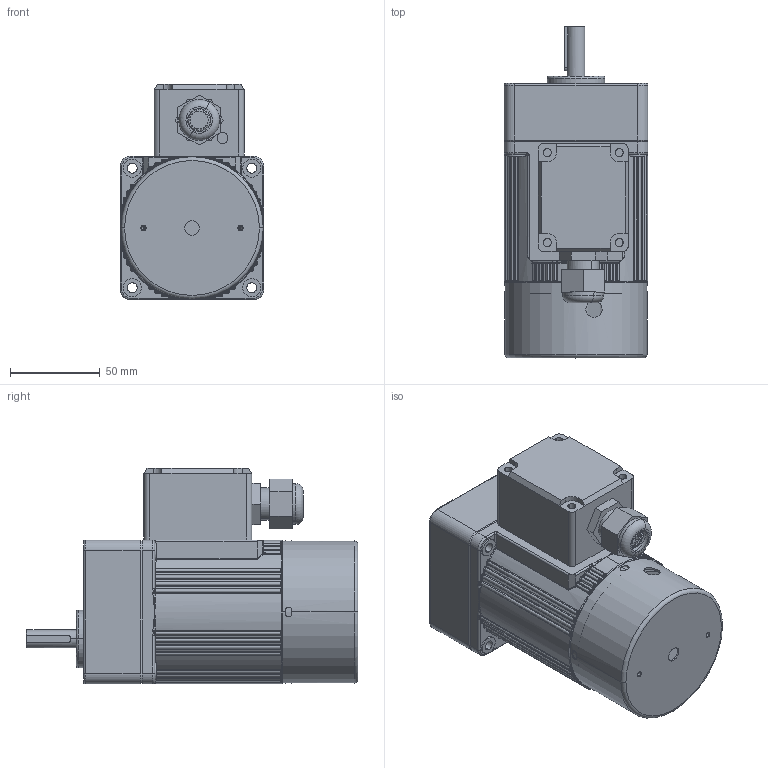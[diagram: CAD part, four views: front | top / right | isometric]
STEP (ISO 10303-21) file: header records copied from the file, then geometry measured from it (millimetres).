
FILE_DESCRIPTION (( 'STEP AP203' ), '1' );
FILE_NAME ('4IK25-MT+4GN3-15K.STEP', '2020-01-08T07:28:14', ( 'Sky123.Org' ), ( 'Sky123.Org' ), 'SwSTEP 2.0', 'SolidWorks 2014', '' );
FILE_SCHEMA (( 'CONFIG_CONTROL_DESIGN' ));
Length unit declared in the file: millimetre
Products named in the file (8): NPT1-2つ踡芛; NPT1-2萇擢芛蚾饜极; 4GN3-15K; 4IK25-MT+4GN3-15K; 4IK25A; 80价陬欶褲; 峚倰萇儂諉盄碟02; NPT1-2萇擢芛
Assembly tree (7 placements, depth 3):
  4IK25-MT+4GN3-15K
    4IK25A
    80价陬欶褲
    峚倰萇儂諉盄碟02
    NPT1-2萇擢芛蚾饜极
      NPT1-2萇擢芛
      NPT1-2つ踡芛
    4GN3-15K
Bounding box: 80 x 184.5 x 120 mm (x, y, z)
Volume: 698702.8 mm3; surface area: 127376.8 mm2
Topology: 6 solids, 6 shells, 1076 faces, 2686 edges, 1589 vertices
Faces by surface type: cylinder 317, torus 242, plane 215, bspline 191, sphere 57, cone 54
Entity records: 40013 total; most frequent: CARTESIAN_POINT 14679, ORIENTED_EDGE 5234, DIRECTION 5185, EDGE_CURVE 2617, AXIS2_PLACEMENT_3D 2198, VERTEX_POINT 1587, CIRCLE 1302, EDGE_LOOP 1158
